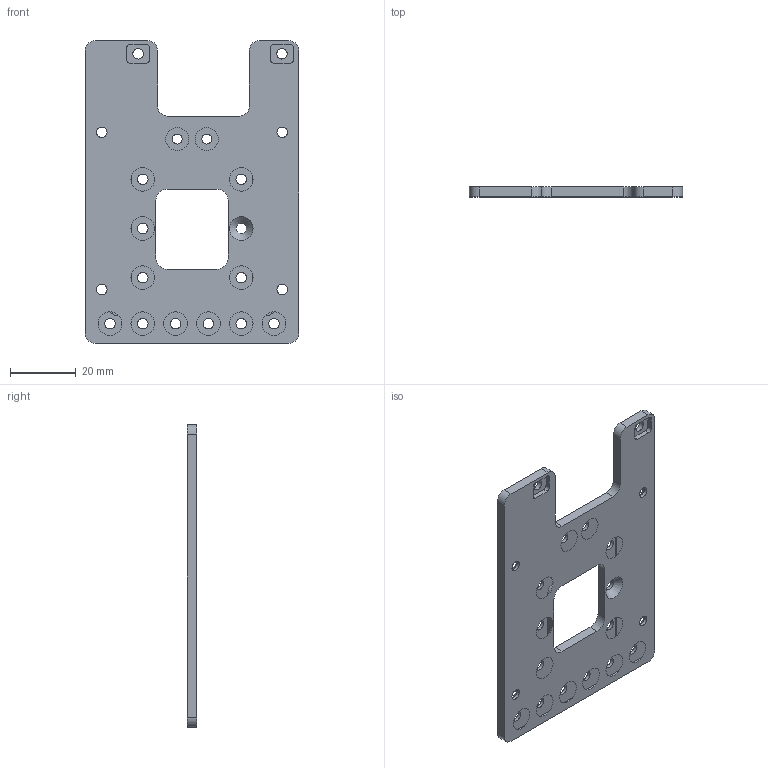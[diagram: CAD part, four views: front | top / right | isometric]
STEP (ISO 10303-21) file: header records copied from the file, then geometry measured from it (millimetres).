
FILE_DESCRIPTION(/* description */ (''),/* implementation_level */ '2;1');
FILE_NAME(/* name */ 'DAB slider.step',/* time_stamp */ '2023-09-04T05:51:42+08:00',/* author */ (''),/* organization */ (''),/* preprocessor_version */ 'ST-DEVELOPER v20',/* originating_system */ 'Autodesk Translation Framework v12.9.0.99',/* authorisation */ '');
FILE_SCHEMA (('AUTOMOTIVE_DESIGN { 1 0 10303 214 3 1 1 }'));
Length unit declared in the file: millimetre
Products named in the file (1): slider
Bounding box: 65 x 3 x 92.25 mm (x, y, z)
Volume: 13157.1 mm3; surface area: 11217.2 mm2
Topology: 1 solids, 1 shells, 114 faces, 312 edges, 202 vertices
Faces by surface type: cylinder 52, plane 44, cone 18
Full cylindrical faces by diameter (mm): 3 x2, 3.2 x18
Entity records: 3751 total; most frequent: DIRECTION 664, CARTESIAN_POINT 637, ORIENTED_EDGE 624, EDGE_CURVE 312, AXIS2_PLACEMENT_3D 241, VERTEX_POINT 202, LINE 182, VECTOR 182
